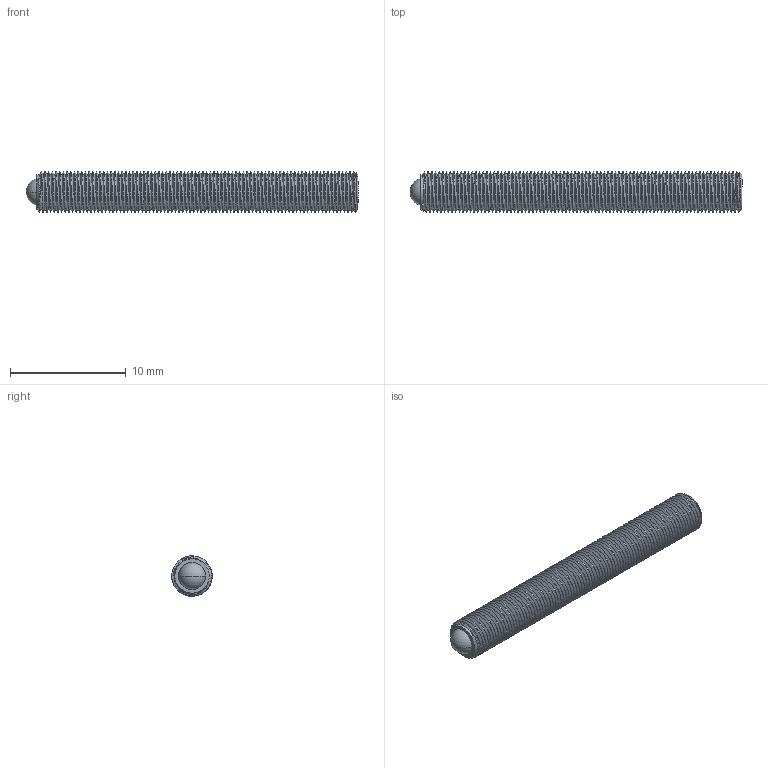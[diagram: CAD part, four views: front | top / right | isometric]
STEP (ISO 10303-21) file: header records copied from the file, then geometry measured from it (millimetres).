
FILE_DESCRIPTION (( 'STEP AP214' ), '1' );
FILE_NAME ('7625-E0W.STEP', '2011-08-19T12:34:10', ( 'Admin' ), ( 'Thorlabs, Inc.' ), 'SwSTEP 2.0', 'SolidWorks 2011', '' );
FILE_SCHEMA (( 'AUTOMOTIVE_DESIGN' ));
Length unit declared in the file: inch
Products named in the file (1): 7625-E0W
Bounding box: 28.7 x 3.51 x 3.5 mm (x, y, z)
Volume: 233.3 mm3; surface area: 586.9 mm2
Topology: 2 solids, 2 shells, 199 faces, 584 edges, 387 vertices
Faces by surface type: cylinder 177, plane 10, cone 7, bspline 3, sphere 2
Entity records: 16242 total; most frequent: CARTESIAN_POINT 9425, ORIENTED_EDGE 1154, DIRECTION 622, EDGE_CURVE 577, VERTEX_POINT 384, AXIS2_PLACEMENT_3D 212, LENGTH_MEASURE_WITH_UNIT 203, UNCERTAINTY_MEASURE_WITH_UNIT 203
